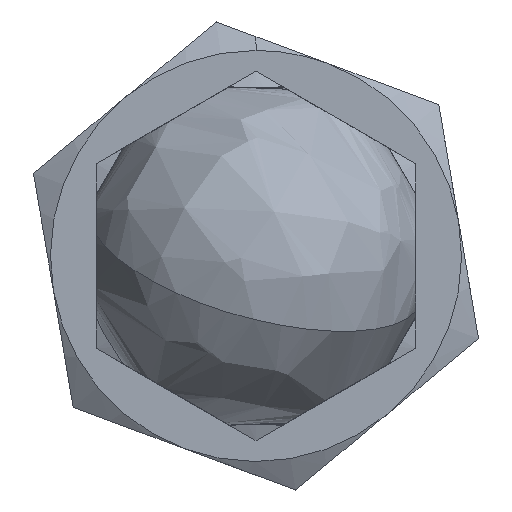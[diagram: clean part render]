
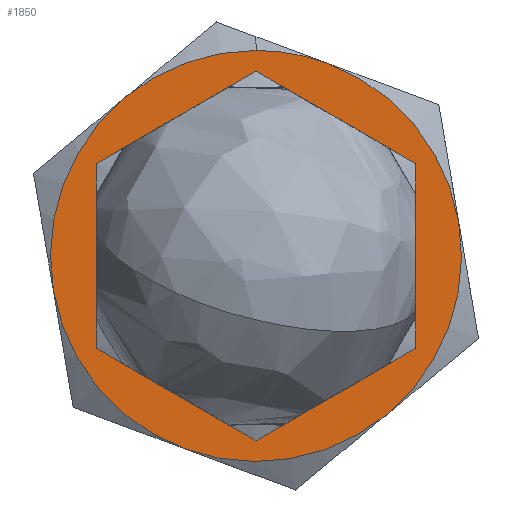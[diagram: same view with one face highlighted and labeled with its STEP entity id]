
A CAD part, front view. The second image highlights one B-rep face of the part: STEP entity #1850.
In plain terms, the highlighted planar face has unit normal (0, -1, 0).
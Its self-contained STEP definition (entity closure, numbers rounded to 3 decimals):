
#52 = DIRECTION ( 'NONE',  ( 0., 1., 0. ) ) ;
#96 = CARTESIAN_POINT ( 'NONE',  ( 0., 153.846, 0. ) ) ;
#105 = AXIS2_PLACEMENT_3D ( 'NONE', #2212, #518, #2481 ) ;
#121 = DIRECTION ( 'NONE',  ( 0., 1., 0. ) ) ;
#203 = DIRECTION ( 'NONE',  ( 0., 0., -1. ) ) ;
#272 = DIRECTION ( 'NONE',  ( 0., 1., 0. ) ) ;
#278 = CIRCLE ( 'NONE', #419, 6. ) ;
#296 = CARTESIAN_POINT ( 'NONE',  ( 5.741, 153.846, -6.931 ) ) ;
#374 = DIRECTION ( 'NONE',  ( 0., 0., 1. ) ) ;
#398 = EDGE_CURVE ( 'NONE', #976, #998, #1827, .T. ) ;
#419 = AXIS2_PLACEMENT_3D ( 'NONE', #2238, #555, #2512 ) ;
#448 = DIRECTION ( 'NONE',  ( 0., 1., 0. ) ) ;
#518 = DIRECTION ( 'NONE',  ( 0., 1., 0. ) ) ;
#555 = DIRECTION ( 'NONE',  ( 0., 1., 0. ) ) ;
#709 = AXIS2_PLACEMENT_3D ( 'NONE', #3569, #1894, #203 ) ;
#754 = VERTEX_POINT ( 'NONE', #296 ) ;
#796 = VERTEX_POINT ( 'NONE', #1428 ) ;
#863 = CIRCLE ( 'NONE', #2544, 9. ) ;
#956 = EDGE_CURVE ( 'NONE', #2259, #976, #2582, .T. ) ;
#972 = CARTESIAN_POINT ( 'NONE',  ( 0., 153.846, 0. ) ) ;
#976 = VERTEX_POINT ( 'NONE', #985 ) ;
#985 = CARTESIAN_POINT ( 'NONE',  ( -8.873, 153.846, -1.507 ) ) ;
#998 = VERTEX_POINT ( 'NONE', #1575 ) ;
#1021 = ORIENTED_EDGE ( 'NONE', *, *, #1220, .F. ) ;
#1025 = CARTESIAN_POINT ( 'NONE',  ( 3.132, 153.846, 8.438 ) ) ;
#1086 = CIRCLE ( 'NONE', #1941, 9. ) ;
#1188 = CARTESIAN_POINT ( 'NONE',  ( -3.132, 153.846, -8.438 ) ) ;
#1213 = CARTESIAN_POINT ( 'NONE',  ( 0., 153.846, -6. ) ) ;
#1220 = EDGE_CURVE ( 'NONE', #796, #754, #863, .T. ) ;
#1262 = DIRECTION ( 'NONE',  ( 0., 0., 1. ) ) ;
#1272 = EDGE_LOOP ( 'NONE', ( #3389, #3253, #1021, #1514, #2639, #1710, #2411 ) ) ;
#1294 = DIRECTION ( 'NONE',  ( 0., 1., 0. ) ) ;
#1428 = CARTESIAN_POINT ( 'NONE',  ( 8.873, 153.846, 1.507 ) ) ;
#1514 = ORIENTED_EDGE ( 'NONE', *, *, #2465, .F. ) ;
#1575 = CARTESIAN_POINT ( 'NONE',  ( -5.741, 153.846, 6.931 ) ) ;
#1628 = CIRCLE ( 'NONE', #3362, 9. ) ;
#1664 = AXIS2_PLACEMENT_3D ( 'NONE', #1969, #272, #2242 ) ;
#1679 = EDGE_CURVE ( 'NONE', #2354, #2881, #278, .T. ) ;
#1710 = ORIENTED_EDGE ( 'NONE', *, *, #2133, .F. ) ;
#1741 = CARTESIAN_POINT ( 'NONE',  ( 0., 153.846, 0. ) ) ;
#1760 = ORIENTED_EDGE ( 'NONE', *, *, #2596, .T. ) ;
#1808 = CARTESIAN_POINT ( 'NONE',  ( 0., 153.846, 0. ) ) ;
#1827 = CIRCLE ( 'NONE', #105, 9. ) ;
#1839 = AXIS2_PLACEMENT_3D ( 'NONE', #972, #2934, #1262 ) ;
#1850 = ADVANCED_FACE ( 'NONE', ( #1919, #3012 ), #2502, .F. ) ;
#1894 = DIRECTION ( 'NONE',  ( 0., 1., 0. ) ) ;
#1919 = FACE_BOUND ( 'NONE', #3560, .T. ) ;
#1941 = AXIS2_PLACEMENT_3D ( 'NONE', #96, #2071, #374 ) ;
#1969 = CARTESIAN_POINT ( 'NONE',  ( -1.74, 153.846, 10.246 ) ) ;
#2026 = CIRCLE ( 'NONE', #2654, 9. ) ;
#2029 = DIRECTION ( 'NONE',  ( 0., 0., 1. ) ) ;
#2042 = EDGE_CURVE ( 'NONE', #3085, #2616, #3058, .T. ) ;
#2071 = DIRECTION ( 'NONE',  ( 0., 1., 0. ) ) ;
#2093 = DIRECTION ( 'NONE',  ( 0., 0., 1. ) ) ;
#2133 = EDGE_CURVE ( 'NONE', #998, #3085, #1628, .T. ) ;
#2147 = CARTESIAN_POINT ( 'NONE',  ( 0., 153.846, 0. ) ) ;
#2212 = CARTESIAN_POINT ( 'NONE',  ( 0., 153.846, 0. ) ) ;
#2238 = CARTESIAN_POINT ( 'NONE',  ( 0., 153.846, 0. ) ) ;
#2242 = DIRECTION ( 'NONE',  ( 0., 0., 1. ) ) ;
#2259 = VERTEX_POINT ( 'NONE', #1188 ) ;
#2354 = VERTEX_POINT ( 'NONE', #1213 ) ;
#2410 = DIRECTION ( 'NONE',  ( 0., 0., 1. ) ) ;
#2411 = ORIENTED_EDGE ( 'NONE', *, *, #398, .F. ) ;
#2465 = EDGE_CURVE ( 'NONE', #2616, #796, #2026, .T. ) ;
#2481 = DIRECTION ( 'NONE',  ( 0., 0., 1. ) ) ;
#2502 = PLANE ( 'NONE',  #1664 ) ;
#2512 = DIRECTION ( 'NONE',  ( 0., 0., -1. ) ) ;
#2544 = AXIS2_PLACEMENT_3D ( 'NONE', #2147, #448, #2410 ) ;
#2582 = CIRCLE ( 'NONE', #1839, 9. ) ;
#2596 = EDGE_CURVE ( 'NONE', #2881, #2354, #3134, .T. ) ;
#2616 = VERTEX_POINT ( 'NONE', #1025 ) ;
#2639 = ORIENTED_EDGE ( 'NONE', *, *, #2042, .F. ) ;
#2654 = AXIS2_PLACEMENT_3D ( 'NONE', #2956, #1294, #3237 ) ;
#2769 = AXIS2_PLACEMENT_3D ( 'NONE', #1741, #52, #2029 ) ;
#2881 = VERTEX_POINT ( 'NONE', #3265 ) ;
#2907 = ORIENTED_EDGE ( 'NONE', *, *, #1679, .T. ) ;
#2934 = DIRECTION ( 'NONE',  ( 0., 1., 0. ) ) ;
#2956 = CARTESIAN_POINT ( 'NONE',  ( 0., 153.846, 0. ) ) ;
#3012 = FACE_OUTER_BOUND ( 'NONE', #1272, .T. ) ;
#3058 = CIRCLE ( 'NONE', #2769, 9. ) ;
#3085 = VERTEX_POINT ( 'NONE', #3099 ) ;
#3099 = CARTESIAN_POINT ( 'NONE',  ( 0., 153.846, 9. ) ) ;
#3134 = CIRCLE ( 'NONE', #709, 6. ) ;
#3206 = EDGE_CURVE ( 'NONE', #754, #2259, #1086, .T. ) ;
#3237 = DIRECTION ( 'NONE',  ( 0., 0., 1. ) ) ;
#3253 = ORIENTED_EDGE ( 'NONE', *, *, #3206, .F. ) ;
#3265 = CARTESIAN_POINT ( 'NONE',  ( 0., 153.846, 6. ) ) ;
#3362 = AXIS2_PLACEMENT_3D ( 'NONE', #1808, #121, #2093 ) ;
#3389 = ORIENTED_EDGE ( 'NONE', *, *, #956, .F. ) ;
#3560 = EDGE_LOOP ( 'NONE', ( #2907, #1760 ) ) ;
#3569 = CARTESIAN_POINT ( 'NONE',  ( 0., 153.846, 0. ) ) ;
